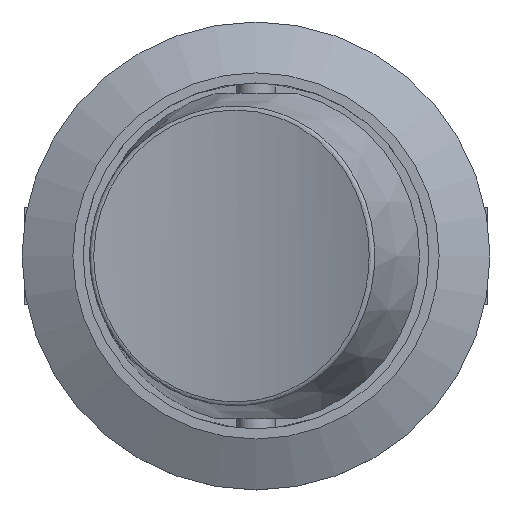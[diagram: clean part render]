
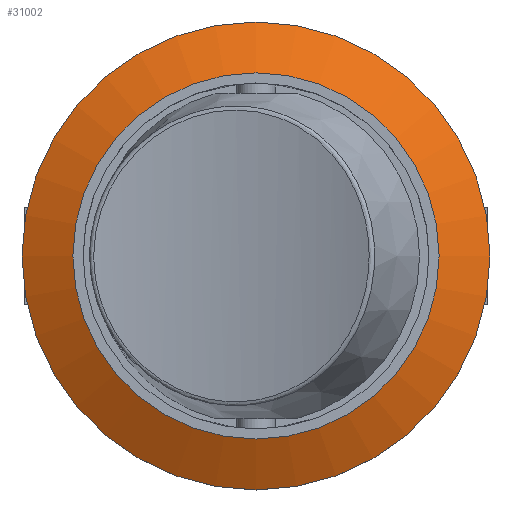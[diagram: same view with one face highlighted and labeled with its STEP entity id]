
A CAD part, top view. The second image highlights one B-rep face of the part: STEP entity #31002.
In plain terms, the highlighted conical face has half-angle 63.435 degrees and reference radius 25.4 mm.
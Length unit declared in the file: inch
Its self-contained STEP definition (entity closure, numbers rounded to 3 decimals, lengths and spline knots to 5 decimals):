
#30968=CARTESIAN_POINT('',(-0.35433,0.0,0.64961));
#30969=VERTEX_POINT('',#30968);
#30970=CARTESIAN_POINT('',(0.,0.0,0.64961));
#30971=DIRECTION('',(0.0,0.0,-1.0));
#30972=DIRECTION('',(-1.0,0.0,0.0));
#30973=AXIS2_PLACEMENT_3D('',#30970,#30971,#30972);
#30974=CIRCLE('',#30973,0.35433);
#30975=EDGE_CURVE('',#30969,#30969,#30974,.T.);
#30983=CARTESIAN_POINT('',(0.,0.0,0.32677));
#30984=DIRECTION('',(0.0,0.0,-1.0));
#30985=DIRECTION('',(-1.0,0.0,0.0));
#30986=AXIS2_PLACEMENT_3D('',#30983,#30984,#30985);
#30987=CONICAL_SURFACE('',#30986,1.0,63.435);
#30988=CARTESIAN_POINT('',(-0.45276,0.0,0.60039));
#30989=VERTEX_POINT('',#30988);
#30990=CARTESIAN_POINT('',(0.,0.0,0.60039));
#30991=DIRECTION('',(0.0,0.0,-1.0));
#30992=DIRECTION('',(-1.0,0.0,0.0));
#30993=AXIS2_PLACEMENT_3D('',#30990,#30991,#30992);
#30994=CIRCLE('',#30993,0.45276);
#30995=EDGE_CURVE('',#30989,#30989,#30994,.T.);
#30996=ORIENTED_EDGE('',*,*,#30995,.F.);
#30997=EDGE_LOOP('',(#30996));
#30998=FACE_OUTER_BOUND('',#30997,.T.);
#30999=ORIENTED_EDGE('',*,*,#30975,.T.);
#31000=EDGE_LOOP('',(#30999));
#31001=FACE_BOUND('',#31000,.T.);
#31002=ADVANCED_FACE('',(#30998,#31001),#30987,.T.);
